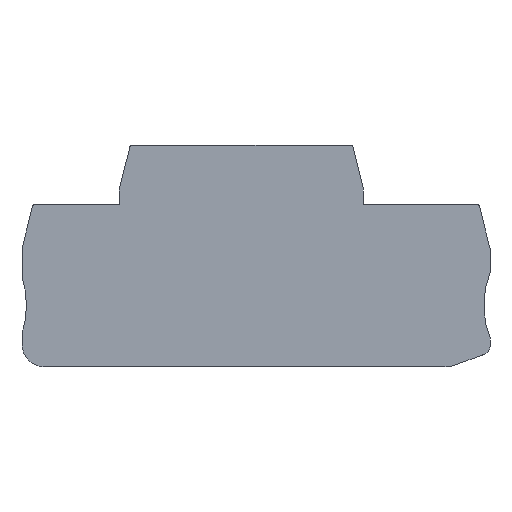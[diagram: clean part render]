
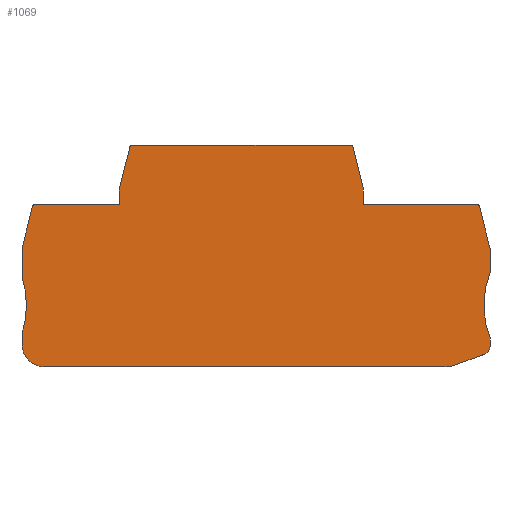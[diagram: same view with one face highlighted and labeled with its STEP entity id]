
A CAD part, top view. The second image highlights one B-rep face of the part: STEP entity #1069.
In plain terms, the highlighted planar face has unit normal (0, 0, 1).
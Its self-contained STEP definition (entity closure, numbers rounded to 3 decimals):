
#277=CARTESIAN_POINT('',(-18.209,39.3,5.3));
#278=DIRECTION('',(0.,0.,1.));
#279=DIRECTION('',(0.,1.,0.));
#280=AXIS2_PLACEMENT_3D('',#277,#278,#279);
#282=DIRECTION('',(-1.,0.,0.));
#283=VECTOR('',#282,38.919);
#284=CARTESIAN_POINT('',(20.709,39.8,5.3));
#285=LINE('',#284,#283);
#286=CARTESIAN_POINT('',(20.709,39.3,5.3));
#287=DIRECTION('',(0.,0.,1.));
#288=DIRECTION('',(0.97,0.242,0.));
#289=AXIS2_PLACEMENT_3D('',#286,#287,#288);
#291=DIRECTION('',(-0.242,0.97,0.));
#292=VECTOR('',#291,7.67);
#293=CARTESIAN_POINT('',(23.05,31.979,5.3));
#294=LINE('',#293,#292);
#295=DIRECTION('',(0.,1.,0.));
#296=VECTOR('',#295,2.779);
#297=CARTESIAN_POINT('',(23.05,29.2,5.3));
#298=LINE('',#297,#296);
#299=DIRECTION('',(-1.,0.,0.));
#300=VECTOR('',#299,20.259);
#301=CARTESIAN_POINT('',(43.309,29.2,5.3));
#302=LINE('',#301,#300);
#303=CARTESIAN_POINT('',(43.309,28.7,5.3));
#304=DIRECTION('',(0.,0.,1.));
#305=DIRECTION('',(0.97,0.242,0.));
#306=AXIS2_PLACEMENT_3D('',#303,#304,#305);
#308=DIRECTION('',(-0.242,0.97,0.));
#309=VECTOR('',#308,7.67);
#310=CARTESIAN_POINT('',(45.65,21.379,5.3));
#311=LINE('',#310,#309);
#312=DIRECTION('',(0.,1.,0.));
#313=VECTOR('',#312,4.349);
#314=CARTESIAN_POINT('',(45.65,17.03,5.3));
#315=LINE('',#314,#313);
#316=CARTESIAN_POINT('',(60.55,11.2,5.3));
#317=DIRECTION('',(0.,0.,-1.));
#318=DIRECTION('',(-0.931,-0.364,0.));
#319=AXIS2_PLACEMENT_3D('',#316,#317,#318);
#321=DIRECTION('',(0.,1.,0.));
#322=VECTOR('',#321,1.512);
#323=CARTESIAN_POINT('',(45.65,3.858,5.3));
#324=LINE('',#323,#322);
#325=CARTESIAN_POINT('',(44.15,3.858,5.3));
#326=DIRECTION('',(0.,0.,1.));
#327=DIRECTION('',(0.342,-0.94,0.));
#328=AXIS2_PLACEMENT_3D('',#325,#326,#327);
#330=DIRECTION('',(0.94,0.342,0.));
#331=VECTOR('',#330,5.694);
#332=CARTESIAN_POINT('',(39.313,0.502,5.3));
#333=LINE('',#332,#331);
#334=CARTESIAN_POINT('',(37.603,5.2,5.3));
#335=DIRECTION('',(0.,0.,1.));
#336=DIRECTION('',(0.,-1.,0.));
#337=AXIS2_PLACEMENT_3D('',#334,#335,#336);
#339=DIRECTION('',(1.,0.,0.));
#340=VECTOR('',#339,71.553);
#341=CARTESIAN_POINT('',(-33.95,0.2,5.3));
#342=LINE('',#341,#340);
#343=CARTESIAN_POINT('',(-33.95,4.2,5.3));
#344=DIRECTION('',(0.,0.,1.));
#345=DIRECTION('',(-1.,0.,0.));
#346=AXIS2_PLACEMENT_3D('',#343,#344,#345);
#348=DIRECTION('',(0.,-1.,0.));
#349=VECTOR('',#348,2.004);
#350=CARTESIAN_POINT('',(-37.95,6.204,5.3));
#351=LINE('',#350,#349);
#352=CARTESIAN_POINT('',(-53.15,11.2,5.3));
#353=DIRECTION('',(0.,0.,-1.));
#354=DIRECTION('',(0.95,0.312,0.));
#355=AXIS2_PLACEMENT_3D('',#352,#353,#354);
#357=DIRECTION('',(0.,-1.,0.));
#358=VECTOR('',#357,5.183);
#359=CARTESIAN_POINT('',(-37.95,21.379,5.3));
#360=LINE('',#359,#358);
#361=DIRECTION('',(-0.242,-0.97,0.));
#362=VECTOR('',#361,7.67);
#363=CARTESIAN_POINT('',(-36.095,28.821,5.3));
#364=LINE('',#363,#362);
#365=CARTESIAN_POINT('',(-35.609,28.7,5.3));
#366=DIRECTION('',(0.,0.,1.));
#367=DIRECTION('',(0.,1.,0.));
#368=AXIS2_PLACEMENT_3D('',#365,#366,#367);
#370=DIRECTION('',(-1.,0.,0.));
#371=VECTOR('',#370,15.059);
#372=CARTESIAN_POINT('',(-20.55,29.2,5.3));
#373=LINE('',#372,#371);
#374=DIRECTION('',(0.,-1.,0.));
#375=VECTOR('',#374,2.779);
#376=CARTESIAN_POINT('',(-20.55,31.979,5.3));
#377=LINE('',#376,#375);
#378=DIRECTION('',(-0.242,-0.97,0.));
#379=VECTOR('',#378,7.67);
#380=CARTESIAN_POINT('',(-18.695,39.421,5.3));
#381=LINE('',#380,#379);
#540=CARTESIAN_POINT('',(-18.209,39.8,5.3));
#541=CARTESIAN_POINT('',(-18.695,39.421,5.3));
#542=VERTEX_POINT('',#540);
#543=VERTEX_POINT('',#541);
#544=CARTESIAN_POINT('',(-20.55,31.979,5.3));
#545=VERTEX_POINT('',#544);
#546=CARTESIAN_POINT('',(-20.55,29.2,5.3));
#547=VERTEX_POINT('',#546);
#548=CARTESIAN_POINT('',(-35.609,29.2,5.3));
#549=VERTEX_POINT('',#548);
#550=CARTESIAN_POINT('',(-36.095,28.821,5.3));
#551=VERTEX_POINT('',#550);
#552=CARTESIAN_POINT('',(-37.95,21.379,5.3));
#553=VERTEX_POINT('',#552);
#554=CARTESIAN_POINT('',(-37.95,16.196,5.3));
#555=VERTEX_POINT('',#554);
#556=CARTESIAN_POINT('',(-37.95,6.204,5.3));
#557=VERTEX_POINT('',#556);
#558=CARTESIAN_POINT('',(-37.95,4.2,5.3));
#559=VERTEX_POINT('',#558);
#560=CARTESIAN_POINT('',(-33.95,0.2,5.3));
#561=VERTEX_POINT('',#560);
#562=CARTESIAN_POINT('',(37.603,0.2,5.3));
#563=VERTEX_POINT('',#562);
#564=CARTESIAN_POINT('',(45.65,3.858,5.3));
#565=CARTESIAN_POINT('',(45.65,5.37,5.3));
#566=VERTEX_POINT('',#564);
#567=VERTEX_POINT('',#565);
#568=CARTESIAN_POINT('',(45.65,17.03,5.3));
#569=VERTEX_POINT('',#568);
#570=CARTESIAN_POINT('',(45.65,21.379,5.3));
#571=VERTEX_POINT('',#570);
#572=CARTESIAN_POINT('',(43.795,28.821,5.3));
#573=VERTEX_POINT('',#572);
#574=CARTESIAN_POINT('',(43.309,29.2,5.3));
#575=VERTEX_POINT('',#574);
#576=CARTESIAN_POINT('',(23.05,29.2,5.3));
#577=VERTEX_POINT('',#576);
#578=CARTESIAN_POINT('',(23.05,31.979,5.3));
#579=VERTEX_POINT('',#578);
#580=CARTESIAN_POINT('',(21.195,39.421,5.3));
#581=VERTEX_POINT('',#580);
#582=CARTESIAN_POINT('',(20.709,39.8,5.3));
#583=VERTEX_POINT('',#582);
#624=CARTESIAN_POINT('',(39.313,0.502,5.3));
#625=VERTEX_POINT('',#624);
#626=CARTESIAN_POINT('',(44.663,2.449,5.3));
#627=VERTEX_POINT('',#626);
#1038=CARTESIAN_POINT('',(0.,0.,5.3));
#1039=DIRECTION('',(0.,0.,1.));
#1040=DIRECTION('',(1.,0.,0.));
#1041=AXIS2_PLACEMENT_3D('',#1038,#1039,#1040);
#1042=PLANE('',#1041);
#1043=ORIENTED_EDGE('',*,*,#710,.F.);
#1044=ORIENTED_EDGE('',*,*,#725,.F.);
#1045=ORIENTED_EDGE('',*,*,#739,.F.);
#1046=ORIENTED_EDGE('',*,*,#753,.F.);
#1047=ORIENTED_EDGE('',*,*,#767,.F.);
#1048=ORIENTED_EDGE('',*,*,#781,.F.);
#1049=ORIENTED_EDGE('',*,*,#795,.F.);
#1050=ORIENTED_EDGE('',*,*,#809,.F.);
#1051=ORIENTED_EDGE('',*,*,#823,.F.);
#1052=ORIENTED_EDGE('',*,*,#837,.F.);
#1053=ORIENTED_EDGE('',*,*,#851,.F.);
#1054=ORIENTED_EDGE('',*,*,#865,.F.);
#1055=ORIENTED_EDGE('',*,*,#879,.F.);
#1056=ORIENTED_EDGE('',*,*,#893,.F.);
#1057=ORIENTED_EDGE('',*,*,#907,.F.);
#1058=ORIENTED_EDGE('',*,*,#921,.F.);
#1059=ORIENTED_EDGE('',*,*,#935,.F.);
#1060=ORIENTED_EDGE('',*,*,#949,.F.);
#1061=ORIENTED_EDGE('',*,*,#963,.F.);
#1062=ORIENTED_EDGE('',*,*,#977,.F.);
#1063=ORIENTED_EDGE('',*,*,#991,.F.);
#1064=ORIENTED_EDGE('',*,*,#1005,.F.);
#1065=ORIENTED_EDGE('',*,*,#1019,.F.);
#1066=ORIENTED_EDGE('',*,*,#1032,.F.);
#1067=EDGE_LOOP('',(#1043,#1044,#1045,#1046,#1047,#1048,#1049,#1050,#1051,#1052,
#1053,#1054,#1055,#1056,#1057,#1058,#1059,#1060,#1061,#1062,#1063,#1064,#1065,
#1066));
#1068=FACE_OUTER_BOUND('',#1067,.F.);
#1069=ADVANCED_FACE('',(#1068),#1042,.T.);
#281=CIRCLE('',#280,0.5);
#290=CIRCLE('',#289,0.5);
#307=CIRCLE('',#306,0.5);
#320=CIRCLE('',#319,16.);
#329=CIRCLE('',#328,1.5);
#338=CIRCLE('',#337,5.);
#347=CIRCLE('',#346,4.);
#356=CIRCLE('',#355,16.);
#369=CIRCLE('',#368,0.5);
#710=EDGE_CURVE('',#542,#543,#281,.T.);
#725=EDGE_CURVE('',#583,#542,#285,.T.);
#739=EDGE_CURVE('',#581,#583,#290,.T.);
#753=EDGE_CURVE('',#579,#581,#294,.T.);
#767=EDGE_CURVE('',#577,#579,#298,.T.);
#781=EDGE_CURVE('',#575,#577,#302,.T.);
#795=EDGE_CURVE('',#573,#575,#307,.T.);
#809=EDGE_CURVE('',#571,#573,#311,.T.);
#823=EDGE_CURVE('',#569,#571,#315,.T.);
#837=EDGE_CURVE('',#567,#569,#320,.T.);
#851=EDGE_CURVE('',#566,#567,#324,.T.);
#865=EDGE_CURVE('',#627,#566,#329,.T.);
#879=EDGE_CURVE('',#625,#627,#333,.T.);
#893=EDGE_CURVE('',#563,#625,#338,.T.);
#907=EDGE_CURVE('',#561,#563,#342,.T.);
#921=EDGE_CURVE('',#559,#561,#347,.T.);
#935=EDGE_CURVE('',#557,#559,#351,.T.);
#949=EDGE_CURVE('',#555,#557,#356,.T.);
#963=EDGE_CURVE('',#553,#555,#360,.T.);
#977=EDGE_CURVE('',#551,#553,#364,.T.);
#991=EDGE_CURVE('',#549,#551,#369,.T.);
#1005=EDGE_CURVE('',#547,#549,#373,.T.);
#1019=EDGE_CURVE('',#545,#547,#377,.T.);
#1032=EDGE_CURVE('',#543,#545,#381,.T.);
